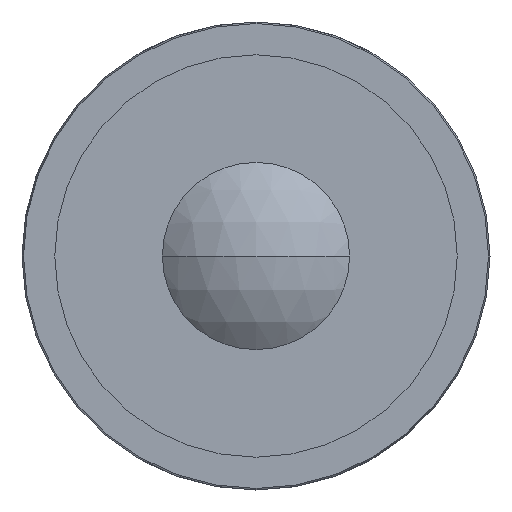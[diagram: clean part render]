
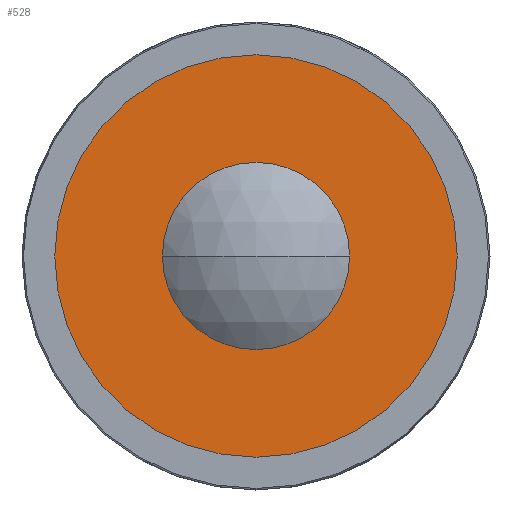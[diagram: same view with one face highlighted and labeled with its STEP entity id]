
A CAD part, left-side view. The second image highlights one B-rep face of the part: STEP entity #528.
In plain terms, the highlighted planar face has unit normal (-1, 0, 0).
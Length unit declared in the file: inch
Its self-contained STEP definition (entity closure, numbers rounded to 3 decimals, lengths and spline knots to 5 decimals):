
#2 = EDGE_CURVE ( 'NONE', #618, #229, #96, .T. ) ;
#13 = AXIS2_PLACEMENT_3D ( 'NONE', #540, #279, #479 ) ;
#22 = CIRCLE ( 'NONE', #195, 0.03937 ) ;
#44 = DIRECTION ( 'NONE',  ( 0., -1., 0. ) ) ;
#48 = DIRECTION ( 'NONE',  ( 1., 0., 0. ) ) ;
#59 = CARTESIAN_POINT ( 'NONE',  ( 0.1378, -0.03937, 0. ) ) ;
#63 = DIRECTION ( 'NONE',  ( 0., -1., 0. ) ) ;
#96 = CIRCLE ( 'NONE', #410, 0.08465 ) ;
#100 = CARTESIAN_POINT ( 'NONE',  ( 0.1378, 0.08465, 0. ) ) ;
#112 = EDGE_LOOP ( 'NONE', ( #525, #544 ) ) ;
#122 = CARTESIAN_POINT ( 'NONE',  ( 0.1378, 0., 0. ) ) ;
#158 = CIRCLE ( 'NONE', #434, 0.08465 ) ;
#177 = CIRCLE ( 'NONE', #13, 0.03937 ) ;
#193 = FACE_BOUND ( 'NONE', #112, .T. ) ;
#195 = AXIS2_PLACEMENT_3D ( 'NONE', #553, #608, #388 ) ;
#197 = ORIENTED_EDGE ( 'NONE', *, *, #2, .T. ) ;
#216 = CARTESIAN_POINT ( 'NONE',  ( 0.1378, 0.08465, 0. ) ) ;
#229 = VERTEX_POINT ( 'NONE', #640 ) ;
#234 = EDGE_CURVE ( 'NONE', #229, #618, #158, .T. ) ;
#244 = EDGE_LOOP ( 'NONE', ( #692, #197 ) ) ;
#279 = DIRECTION ( 'NONE',  ( -1., 0., 0. ) ) ;
#288 = DIRECTION ( 'NONE',  ( -1., 0., 0. ) ) ;
#333 = EDGE_CURVE ( 'NONE', #641, #590, #22, .T. ) ;
#340 = AXIS2_PLACEMENT_3D ( 'NONE', #100, #48, #487 ) ;
#376 = PLANE ( 'NONE',  #340 ) ;
#388 = DIRECTION ( 'NONE',  ( 0., -1., 0. ) ) ;
#410 = AXIS2_PLACEMENT_3D ( 'NONE', #122, #288, #63 ) ;
#434 = AXIS2_PLACEMENT_3D ( 'NONE', #699, #533, #44 ) ;
#479 = DIRECTION ( 'NONE',  ( 0., -1., 0. ) ) ;
#487 = DIRECTION ( 'NONE',  ( 0., 1., 0. ) ) ;
#525 = ORIENTED_EDGE ( 'NONE', *, *, #333, .F. ) ;
#528 = ADVANCED_FACE ( 'NONE', ( #193, #561 ), #376, .F. ) ;
#529 = EDGE_CURVE ( 'NONE', #590, #641, #177, .T. ) ;
#533 = DIRECTION ( 'NONE',  ( -1., 0., 0. ) ) ;
#540 = CARTESIAN_POINT ( 'NONE',  ( 0.1378, 0., 0. ) ) ;
#544 = ORIENTED_EDGE ( 'NONE', *, *, #529, .F. ) ;
#553 = CARTESIAN_POINT ( 'NONE',  ( 0.1378, 0., 0. ) ) ;
#561 = FACE_OUTER_BOUND ( 'NONE', #244, .T. ) ;
#590 = VERTEX_POINT ( 'NONE', #606 ) ;
#606 = CARTESIAN_POINT ( 'NONE',  ( 0.1378, 0.03937, 0. ) ) ;
#608 = DIRECTION ( 'NONE',  ( -1., 0., 0. ) ) ;
#618 = VERTEX_POINT ( 'NONE', #216 ) ;
#640 = CARTESIAN_POINT ( 'NONE',  ( 0.1378, -0.08465, 0. ) ) ;
#641 = VERTEX_POINT ( 'NONE', #59 ) ;
#692 = ORIENTED_EDGE ( 'NONE', *, *, #234, .T. ) ;
#699 = CARTESIAN_POINT ( 'NONE',  ( 0.1378, 0., 0. ) ) ;
